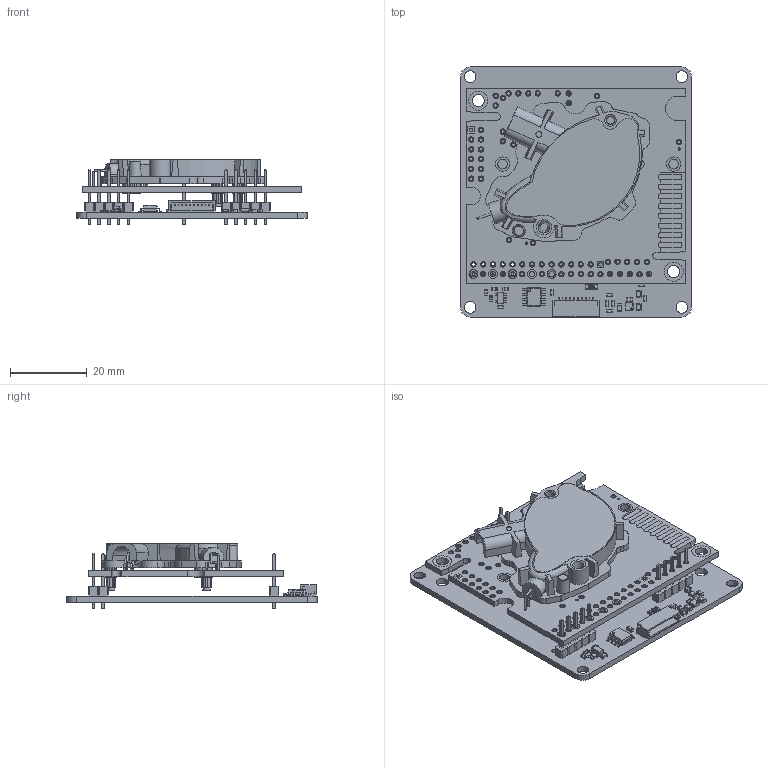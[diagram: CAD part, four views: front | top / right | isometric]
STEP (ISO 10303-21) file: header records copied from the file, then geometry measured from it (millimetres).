
FILE_DESCRIPTION(('FreeCAD Model'),'2;1');
FILE_NAME('co2.step', '2018-03-28T15:38:13',('kicad StepUp'),('ksu MCAD'), 'Open CASCADE STEP processor 6.8','FreeCAD','Unknown');
FILE_SCHEMA(('AUTOMOTIVE_DESIGN_CC2 { 1 2 10303 214 -1 1 5 4 }'));
Length unit declared in the file: millimetre
Products named in the file (26): Pcb; R_0603_; R_0603_001; R_0603_002; R_0603_003; R_0603_004; C_0603_; C_0805_; C_0603_001; C_0603_002; C_0603_003; C_0805_001; C_0603_004; C_0805_002; C_0603_005; C_0603_006; C_0603_007; R_4x0603_; SOT-23-5_; dfn6_2x2_p065_; soic_8_39x49_p127_; SM10B-SRSS_; SenseAir_K30_; PinHeader_Straight_1x05x254mm_; PinHeader_Straight_1x05x254mm_001; PinHeader_Straight_1x02x254mm_
Bounding box: 60 x 65 x 17 mm (x, y, z)
Volume: 16562.9 mm3; surface area: 19693.2 mm2
Topology: 29 solids, 30 shells, 2461 faces, 6266 edges, 4072 vertices
Faces by surface type: plane 1500, cylinder 696, bspline 224, torus 23, sphere 8, extrusion 5, cone 5
Full cylindrical faces by diameter (mm): 0.35 x1, 0.4 x2, 0.45 x7, 0.5 x4, 0.6 x5, 0.9 x62, 1 x4, 1.4 x142, 1.5 x1, 2 x2, 2.3 x10, 2.4 x1, 2.54 x2, 3 x4, 3.15 x1, 3.17 x2, 3.18 x1, 3.6 x4, 3.74 x4, 4.6 x1, 4.95 x2, 4.98 x2, 5 x2
Entity records: 106313 total; most frequent: CARTESIAN_POINT 29664, ORIENTED_EDGE 12508, DIRECTION 11584, EDGE_CURVE 6254, VECTOR 4194, LINE 4189, VERTEX_POINT 4072, AXIS2_PLACEMENT_3D 3695
